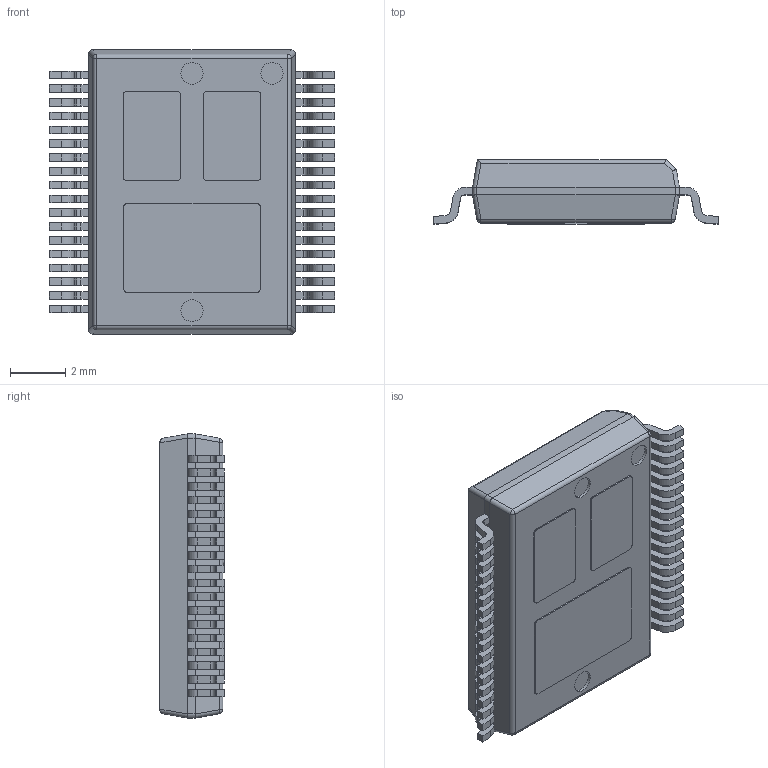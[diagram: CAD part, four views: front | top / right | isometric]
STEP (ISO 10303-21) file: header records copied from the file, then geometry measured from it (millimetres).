
FILE_DESCRIPTION (( 'STEP AP214' ), '1' );
FILE_NAME ('PowerSSO-36.STEP', '2015-03-25T20:51:06', ( '' ), ( '' ), 'SwSTEP 2.0', 'SolidWorks 2013', '' );
FILE_SCHEMA (( 'AUTOMOTIVE_DESIGN' ));
Length unit declared in the file: millimetre
Products named in the file (1): PowerSSO-36
Bounding box: 10.34 x 2.33 x 10.3 mm (x, y, z)
Volume: 175.8 mm3; surface area: 368.9 mm2
Topology: 40 solids, 40 shells, 591 faces, 1507 edges, 998 vertices
Faces by surface type: plane 399, cylinder 188, sphere 4
Entity records: 18156 total; most frequent: CARTESIAN_POINT 3201, ORIENTED_EDGE 3006, DIRECTION 2999, EDGE_CURVE 1503, VECTOR 1119, LINE 1119, VERTEX_POINT 998, AXIS2_PLACEMENT_3D 940
